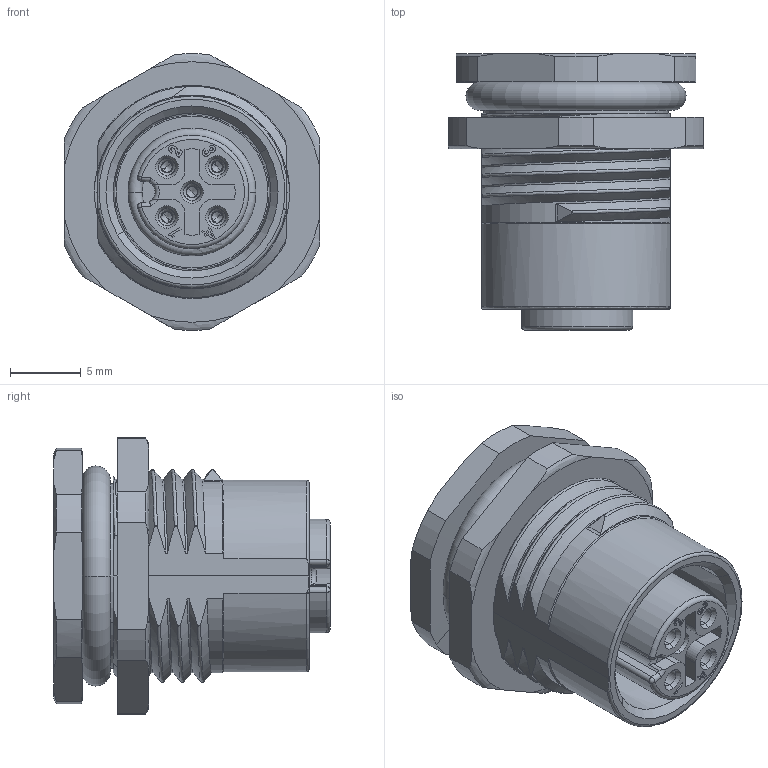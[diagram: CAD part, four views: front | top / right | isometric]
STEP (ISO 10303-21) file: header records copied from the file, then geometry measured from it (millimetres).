
FILE_DESCRIPTION((''),'2;1');
FILE_NAME('M12-F05A-BKR-PG9_SW0001','2017-07-27T',('hq.zhang'),(''),'PRO/ENGINEER BY PARAMETRIC TECHNOLOGY CORPORATION, 2012480','PRO/ENGINEER BY PARAMETRIC TECHNOLOGY CORPORATION, 2012480','');
FILE_SCHEMA(('AUTOMOTIVE_DESIGN { 1 0 10303 214 1 1 1 1 }'));
Length unit declared in the file: millimetre
Products named in the file (1): M12-F05A-BKR-PG9_SW0001
Bounding box: 18 x 19.5 x 19.48 mm (x, y, z)
Volume: 2277.9 mm3; surface area: 3662.2 mm2
Topology: 1 solids, 1 shells, 623 faces, 1708 edges, 1093 vertices
Faces by surface type: plane 205, cylinder 140, cone 114, extrusion 86, torus 42, bspline 34, sphere 2
Entity records: 24602 total; most frequent: CARTESIAN_POINT 9446, ORIENTED_EDGE 3376, DIRECTION 2787, EDGE_CURVE 1688, VERTEX_POINT 1093, AXIS2_PLACEMENT_3D 1007, VECTOR 773, LINE 687
